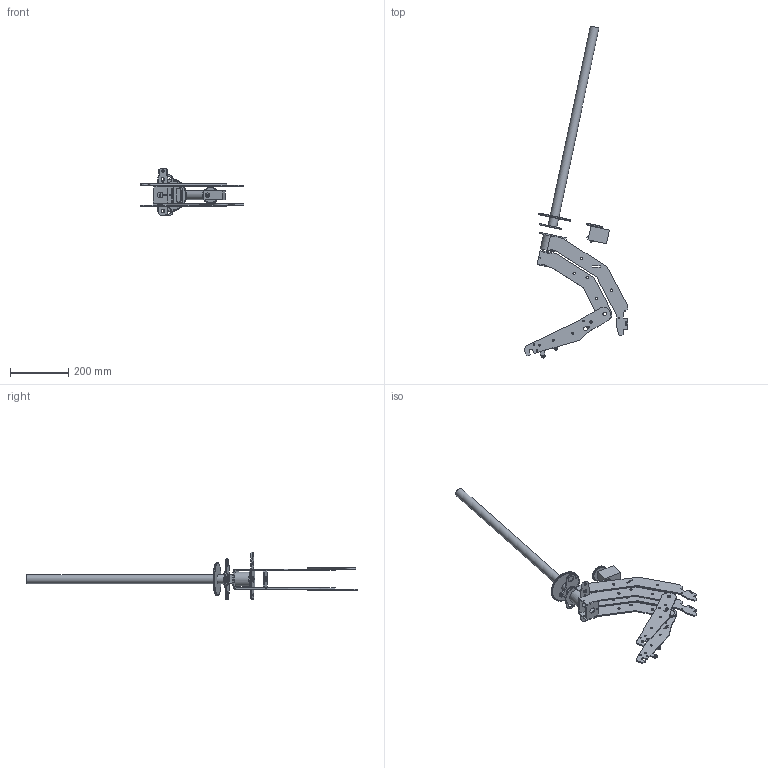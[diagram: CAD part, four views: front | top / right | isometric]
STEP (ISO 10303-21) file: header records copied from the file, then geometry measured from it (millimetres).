
FILE_DESCRIPTION(/* description */ (''),/* implementation_level */ '2;1');
FILE_NAME(/* name */ 'final assemble v6.step',/* time_stamp */ '2024-07-12T03:24:32+05:30',/* author */ (''),/* organization */ (''),/* preprocessor_version */ 'ST-DEVELOPER v20',/* originating_system */ 'Autodesk Translation Framework v13.14.0.145',/* authorisation */ '');
FILE_SCHEMA (('AUTOMOTIVE_DESIGN { 1 0 10303 214 3 1 1 }'));
Length unit declared in the file: millimetre
Products named in the file (8): final assemble; Part9-1vnt.4mm; Part8-1vnt.4mm; Part11-1vnt.4mm; Part14-1vnt.4mm; servomotor v1; Bada v3; Part Studio 1 v2
Assembly tree (7 placements, depth 2):
  final assemble
    Part9-1vnt.4mm
    Part8-1vnt.4mm
    Part11-1vnt.4mm
    Part14-1vnt.4mm
    servomotor v1
    Bada v3
    Part Studio 1 v2
Bounding box: 355.4 x 1139.65 x 164.2 mm (x, y, z)
Volume: 756171 mm3; surface area: 444808.4 mm2
Topology: 12 solids, 12 shells, 772 faces, 2230 edges, 1484 vertices
Faces by surface type: plane 258, cylinder 178, cone 168, bspline 168
Full cylindrical faces by diameter (mm): 3.3 x2, 4 x1, 5 x4, 5.2 x4, 6 x1, 6.2 x3, 6.4 x2, 7 x5, 7.005 x1, 7.5 x1, 8.14 x10, 8.2 x4, 12.2 x4, 15.5 x2, 20.14 x1, 22.14 x3, 26 x1, 30 x1, 30.5 x1, 38.2 x2, 40 x1, 44 x1, 48.5 x1
Entity records: 34492 total; most frequent: CARTESIAN_POINT 15029, ORIENTED_EDGE 4460, DIRECTION 3320, EDGE_CURVE 2230, VERTEX_POINT 1484, AXIS2_PLACEMENT_3D 1143, LINE 1034, VECTOR 1034
